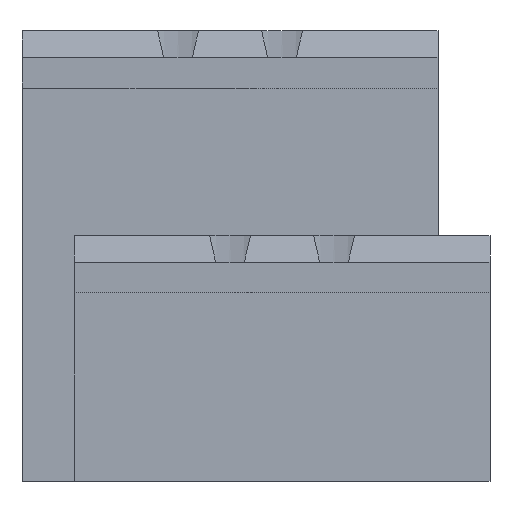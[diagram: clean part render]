
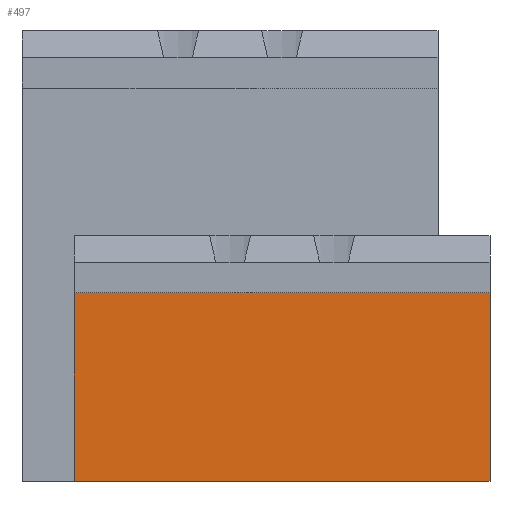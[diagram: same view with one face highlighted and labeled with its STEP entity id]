
A CAD part, front view. The second image highlights one B-rep face of the part: STEP entity #497.
In plain terms, the highlighted planar face has unit normal (0, -1, 0).
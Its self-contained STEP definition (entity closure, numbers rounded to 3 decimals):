
#497 = ADVANCED_FACE( '', ( #1168 ), #1169, .F. );
#1168 = FACE_OUTER_BOUND( '', #2102, .T. );
#1169 = PLANE( '', #2103 );
#2102 = EDGE_LOOP( '', ( #3191, #3192, #3193, #3194 ) );
#2103 = AXIS2_PLACEMENT_3D( '', #3195, #3196, #3197 );
#3191 = ORIENTED_EDGE( '', *, *, #5701, .F. );
#3192 = ORIENTED_EDGE( '', *, *, #5811, .F. );
#3193 = ORIENTED_EDGE( '', *, *, #5812, .F. );
#3194 = ORIENTED_EDGE( '', *, *, #5813, .F. );
#3195 = CARTESIAN_POINT( '', ( 0., -18.85, 0. ) );
#3196 = DIRECTION( '', ( 0., 1., 0. ) );
#3197 = DIRECTION( '', ( 0., 0., 1. ) );
#5701 = EDGE_CURVE( '', #6810, #6812, #6813, .T. );
#5811 = EDGE_CURVE( '', #7007, #6810, #7008, .T. );
#5812 = EDGE_CURVE( '', #7009, #7007, #7010, .T. );
#5813 = EDGE_CURVE( '', #6812, #7009, #7011, .T. );
#6810 = VERTEX_POINT( '', #8476 );
#6812 = VERTEX_POINT( '', #8479 );
#6813 = LINE( '', #8480, #8481 );
#7007 = VERTEX_POINT( '', #8760 );
#7008 = LINE( '', #8761, #8762 );
#7009 = VERTEX_POINT( '', #8763 );
#7010 = LINE( '', #8764, #8765 );
#7011 = LINE( '', #8766, #8767 );
#8476 = CARTESIAN_POINT( '', ( -7.62, -18.85, -11. ) );
#8479 = CARTESIAN_POINT( '', ( -7.62, -18.85, -1.8 ) );
#8480 = CARTESIAN_POINT( '', ( -7.62, -18.85, -11. ) );
#8481 = VECTOR( '', #10873, 1000. );
#8760 = CARTESIAN_POINT( '', ( 12.7, -18.85, -11. ) );
#8761 = CARTESIAN_POINT( '', ( 12.7, -18.85, -11. ) );
#8762 = VECTOR( '', #10971, 1000. );
#8763 = CARTESIAN_POINT( '', ( 12.7, -18.85, -1.8 ) );
#8764 = CARTESIAN_POINT( '', ( 12.7, -18.85, -1.8 ) );
#8765 = VECTOR( '', #10972, 1000. );
#8766 = CARTESIAN_POINT( '', ( -7.62, -18.85, -1.8 ) );
#8767 = VECTOR( '', #10973, 1000. );
#10873 = DIRECTION( '', ( 0., 0., 1. ) );
#10971 = DIRECTION( '', ( -1., 0., 0. ) );
#10972 = DIRECTION( '', ( 0., 0., -1. ) );
#10973 = DIRECTION( '', ( 1., 0., 0. ) );
